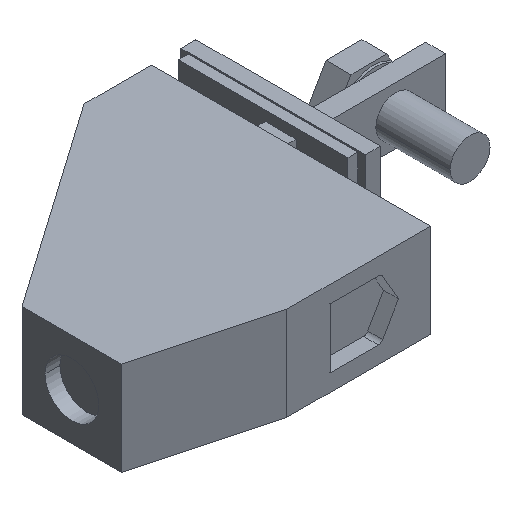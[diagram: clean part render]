
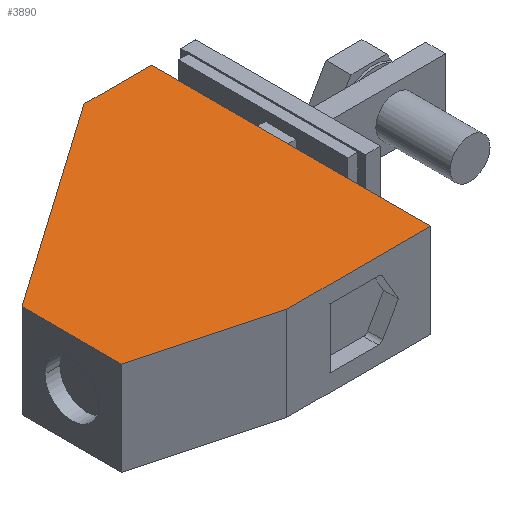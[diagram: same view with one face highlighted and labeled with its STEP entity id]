
A CAD part, isometric view. The second image highlights one B-rep face of the part: STEP entity #3890.
In plain terms, the highlighted planar face has unit normal (0, 0, 1).
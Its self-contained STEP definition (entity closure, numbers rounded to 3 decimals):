
#1760=CARTESIAN_POINT('',(92.969,229.4,18.8));
#1770=VERTEX_POINT('',#1760);
#1800=CARTESIAN_POINT('',(0.,254.311,18.8));
#1810=DIRECTION('',(0.966,-0.259,0.));
#1820=VECTOR('',#1810,1.);
#1830=LINE('',#1800,#1820);
#1840=CARTESIAN_POINT('',(119.093,222.4,18.8));
#1850=VERTEX_POINT('',#1840);
#1860=EDGE_CURVE('',#1770,#1850,#1830,.T.);
#2800=CARTESIAN_POINT('',(92.969,249.4,18.8));
#2810=VERTEX_POINT('',#2800);
#2840=CARTESIAN_POINT('',(92.969,0.,18.8));
#2850=DIRECTION('',(0.,-1.,0.));
#2860=VECTOR('',#2850,1.);
#2870=LINE('',#2840,#2860);
#2880=EDGE_CURVE('',#2810,#1770,#2870,.T.);
#3500=CARTESIAN_POINT('',(0.,0.,18.8));
#3510=DIRECTION('',(0.,0.,1.));
#3520=DIRECTION('',(1.,0.,0.));
#3530=AXIS2_PLACEMENT_3D('',#3500,#3510,#3520);
#3540=PLANE('',#3530);
#3550=ORIENTED_EDGE('',*,*,#1860,.T.);
#3560=ORIENTED_EDGE('',*,*,#2880,.T.);
#3570=CARTESIAN_POINT('',(0.,184.303,18.8));
#3580=DIRECTION('',(-0.819,-0.574,0.));
#3590=VECTOR('',#3580,1.);
#3600=LINE('',#3570,#3590);
#3610=CARTESIAN_POINT('',(134.385,278.4,18.8));
#3620=VERTEX_POINT('',#3610);
#3630=EDGE_CURVE('',#3620,#2810,#3600,.T.);
#3640=ORIENTED_EDGE('',*,*,#3630,.T.);
#3650=CARTESIAN_POINT('',(0.,278.4,18.8));
#3660=DIRECTION('',(1.,0.,0.));
#3670=VECTOR('',#3660,1.);
#3680=LINE('',#3650,#3670);
#3690=CARTESIAN_POINT('',(147.969,278.4,18.8));
#3700=VERTEX_POINT('',#3690);
#3710=EDGE_CURVE('',#3620,#3700,#3680,.T.);
#3720=ORIENTED_EDGE('',*,*,#3710,.F.);
#3730=CARTESIAN_POINT('',(147.969,0.,18.8));
#3740=DIRECTION('',(0.,-1.,0.));
#3750=VECTOR('',#3740,1.);
#3760=LINE('',#3730,#3750);
#3770=CARTESIAN_POINT('',(147.969,222.4,18.8));
#3780=VERTEX_POINT('',#3770);
#3790=EDGE_CURVE('',#3700,#3780,#3760,.T.);
#3800=ORIENTED_EDGE('',*,*,#3790,.F.);
#3810=CARTESIAN_POINT('',(0.,222.4,18.8));
#3820=DIRECTION('',(-1.,0.,0.));
#3830=VECTOR('',#3820,1.);
#3840=LINE('',#3810,#3830);
#3850=EDGE_CURVE('',#3780,#1850,#3840,.T.);
#3860=ORIENTED_EDGE('',*,*,#3850,.F.);
#3870=EDGE_LOOP('',(#3860,#3800,#3720,#3640,#3560,#3550));
#3880=FACE_OUTER_BOUND('',#3870,.T.);
#3890=ADVANCED_FACE('',(#3880),#3540,.T.);
